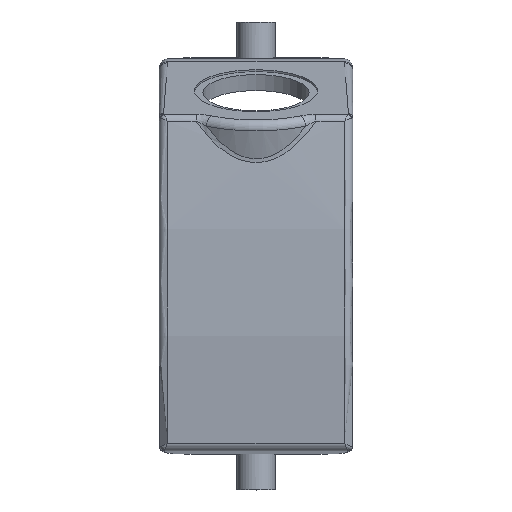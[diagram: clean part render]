
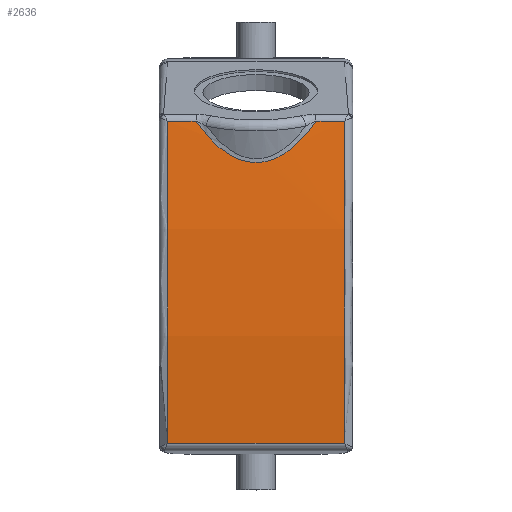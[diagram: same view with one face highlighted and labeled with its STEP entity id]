
A CAD part, top view. The second image highlights one B-rep face of the part: STEP entity #2636.
In plain terms, the highlighted cylindrical face has radius 300 mm (diameter 600 mm), a partial arc.
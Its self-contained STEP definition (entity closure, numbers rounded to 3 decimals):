
#2575=AXIS2_PLACEMENT_3D('Cylinder Axis2P3D',#2572,#2573,#2574) ;
#2613=AXIS2_PLACEMENT_3D('Circle Axis2P3D',#2611,#2612,$) ;
#2618=AXIS2_PLACEMENT_3D('Circle Axis2P3D',#2616,#2617,$) ;
#1323=CARTESIAN_POINT('Vertex',(43.5,10.836,58.563)) ;
#1326=CARTESIAN_POINT('Line Origine',(22.75,10.836,58.563)) ;
#1330=CARTESIAN_POINT('Vertex',(2.,10.836,58.563)) ;
#2572=CARTESIAN_POINT('Axis2P3D Location',(22.75,49.,-239.)) ;
#2578=CARTESIAN_POINT('Control Point',(8.658,86.593,58.635)) ;
#2579=CARTESIAN_POINT('Control Point',(8.947,86.167,58.689)) ;
#2580=CARTESIAN_POINT('Control Point',(9.244,85.745,58.742)) ;
#2581=CARTESIAN_POINT('Control Point',(9.548,85.328,58.793)) ;
#2582=CARTESIAN_POINT('Control Point',(11.035,83.359,59.031)) ;
#2583=CARTESIAN_POINT('Control Point',(12.704,81.52,59.237)) ;
#2584=CARTESIAN_POINT('Control Point',(14.169,80.163,59.381)) ;
#2585=CARTESIAN_POINT('Control Point',(16.525,78.468,59.551)) ;
#2586=CARTESIAN_POINT('Control Point',(19.217,77.415,59.651)) ;
#2587=CARTESIAN_POINT('Control Point',(20.077,77.163,59.675)) ;
#2588=CARTESIAN_POINT('Control Point',(22.011,76.801,59.709)) ;
#2589=CARTESIAN_POINT('Control Point',(23.984,76.876,59.702)) ;
#2590=CARTESIAN_POINT('Control Point',(25.043,77.054,59.686)) ;
#2591=CARTESIAN_POINT('Control Point',(27.397,77.735,59.621)) ;
#2592=CARTESIAN_POINT('Control Point',(29.527,78.931,59.504)) ;
#2593=CARTESIAN_POINT('Control Point',(30.647,79.727,59.424)) ;
#2594=CARTESIAN_POINT('Control Point',(32.703,81.456,59.243)) ;
#2595=CARTESIAN_POINT('Control Point',(34.497,83.435,59.02)) ;
#2596=CARTESIAN_POINT('Control Point',(35.327,84.456,58.9)) ;
#2597=CARTESIAN_POINT('Control Point',(36.107,85.511,58.772)) ;
#2598=CARTESIAN_POINT('Control Point',(36.842,86.593,58.635)) ;
#2599=CARTESIAN_POINT('Vertex',(36.842,86.593,58.635)) ;
#2601=CARTESIAN_POINT('Vertex',(8.658,86.593,58.635)) ;
#2604=CARTESIAN_POINT('Line Origine',(11.375,86.593,58.635)) ;
#2608=CARTESIAN_POINT('Vertex',(2.,86.593,58.635)) ;
#2611=CARTESIAN_POINT('Axis2P3D Location',(2.,49.,-239.)) ;
#2616=CARTESIAN_POINT('Axis2P3D Location',(43.5,49.,-239.)) ;
#2620=CARTESIAN_POINT('Vertex',(43.5,86.593,58.635)) ;
#2623=CARTESIAN_POINT('Line Origine',(11.375,86.593,58.635)) ;
#1327=DIRECTION('Vector Direction',(-1.,0.,0.)) ;
#2573=DIRECTION('Axis2P3D Direction',(-1.,0.,0.)) ;
#2574=DIRECTION('Axis2P3D XDirection',(0.,-0.317,0.949)) ;
#2605=DIRECTION('Vector Direction',(-1.,0.,0.)) ;
#2612=DIRECTION('Axis2P3D Direction',(-1.,0.,0.)) ;
#2617=DIRECTION('Axis2P3D Direction',(-1.,0.,0.)) ;
#2624=DIRECTION('Vector Direction',(-1.,0.,0.)) ;
#1328=VECTOR('Line Direction',#1327,1.) ;
#2606=VECTOR('Line Direction',#2605,1.) ;
#2625=VECTOR('Line Direction',#2624,1.) ;
#2629=ORIENTED_EDGE('',*,*,#2603,.T.) ;
#2630=ORIENTED_EDGE('',*,*,#2610,.T.) ;
#2631=ORIENTED_EDGE('',*,*,#2615,.T.) ;
#2632=ORIENTED_EDGE('',*,*,#1332,.T.) ;
#2633=ORIENTED_EDGE('',*,*,#2622,.T.) ;
#2634=ORIENTED_EDGE('',*,*,#2627,.T.) ;
#2636=ADVANCED_FACE('Hood',(#2635),#2576,.T.) ;
#2577=B_SPLINE_CURVE_WITH_KNOTS('',5,(#2578,#2579,#2580,#2581,#2582,#2583,#2584,#2585,#2586,#2587,#2588,#2589,#2590,#2591,#2592,#2593,#2594,#2595,#2596,#2597,#2598),.UNSPECIFIED.,.F.,.U.,(6,3,3,3,3,3,6),(26.189,29.795,43.417,49.484,56.728,66.098,75.26),.UNSPECIFIED.) ;
#2614=CIRCLE('generated circle',#2613,300.) ;
#2619=CIRCLE('generated circle',#2618,300.) ;
#2576=CYLINDRICAL_SURFACE('generated cylinder',#2575,300.) ;
#1332=EDGE_CURVE('',#1331,#1324,#1329,.F.) ;
#2603=EDGE_CURVE('',#2600,#2602,#2577,.F.) ;
#2610=EDGE_CURVE('',#2602,#2609,#2607,.T.) ;
#2615=EDGE_CURVE('',#2609,#1331,#2614,.F.) ;
#2622=EDGE_CURVE('',#1324,#2621,#2619,.T.) ;
#2627=EDGE_CURVE('',#2621,#2600,#2626,.T.) ;
#2628=EDGE_LOOP('',(#2629,#2630,#2631,#2632,#2633,#2634)) ;
#2635=FACE_OUTER_BOUND('',#2628,.T.) ;
#1329=LINE('Line',#1326,#1328) ;
#2607=LINE('Line',#2604,#2606) ;
#2626=LINE('Line',#2623,#2625) ;
#1324=VERTEX_POINT('',#1323) ;
#1331=VERTEX_POINT('',#1330) ;
#2600=VERTEX_POINT('',#2599) ;
#2602=VERTEX_POINT('',#2601) ;
#2609=VERTEX_POINT('',#2608) ;
#2621=VERTEX_POINT('',#2620) ;
